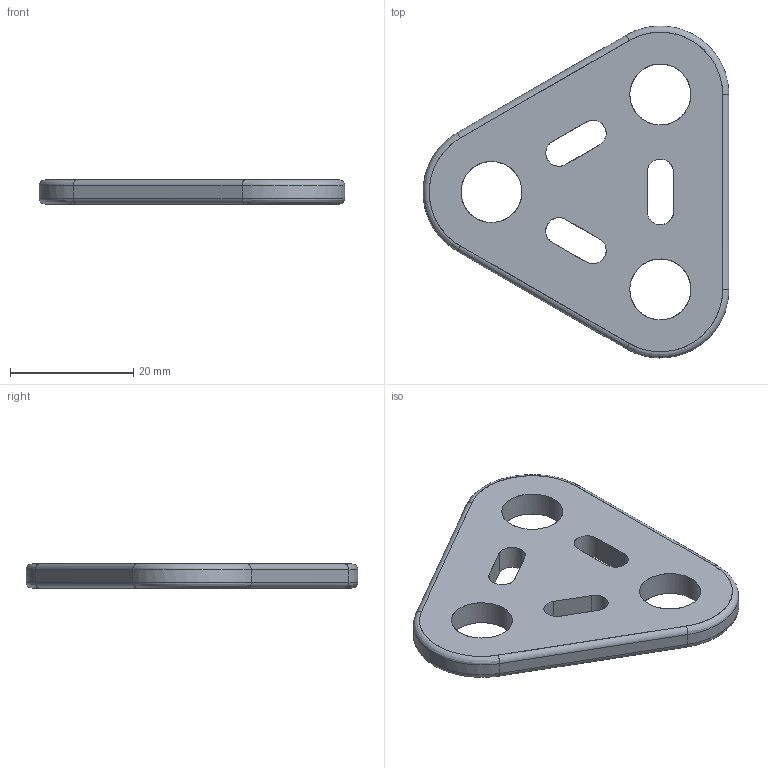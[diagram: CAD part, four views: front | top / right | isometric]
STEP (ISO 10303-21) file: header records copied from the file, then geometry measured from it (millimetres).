
FILE_DESCRIPTION((''),'2;1');
FILE_NAME('TMS.stp','2021-05-17T15:43:40',(''),(''),'AutoCAD STEP 2000i','AutoCAD 2000i',', , ');
FILE_SCHEMA(('CONFIG_CONTROL_DESIGN'));
Length unit declared in the file: millimetre
Products named in the file (1): TMS
Bounding box: 49.64 x 53.9 x 3.95 mm (x, y, z)
Surface area: 4238.8 mm2 (no closed solid volume)
Topology: 0 solids, 0 shells, 35 faces, 146 edges, 140 vertices
Faces by surface type: bspline 35
Entity records: 3181 total; most frequent: CARTESIAN_POINT 2463, QUASI_UNIFORM_CURVE 204, PCURVE 146, COMPOSITE_CURVE_SEGMENT 146, OUTER_BOUNDARY_CURVE 35, CURVE_BOUNDED_SURFACE 35, B_SPLINE_CURVE_WITH_KNOTS 28, BOUNDARY_CURVE 12
